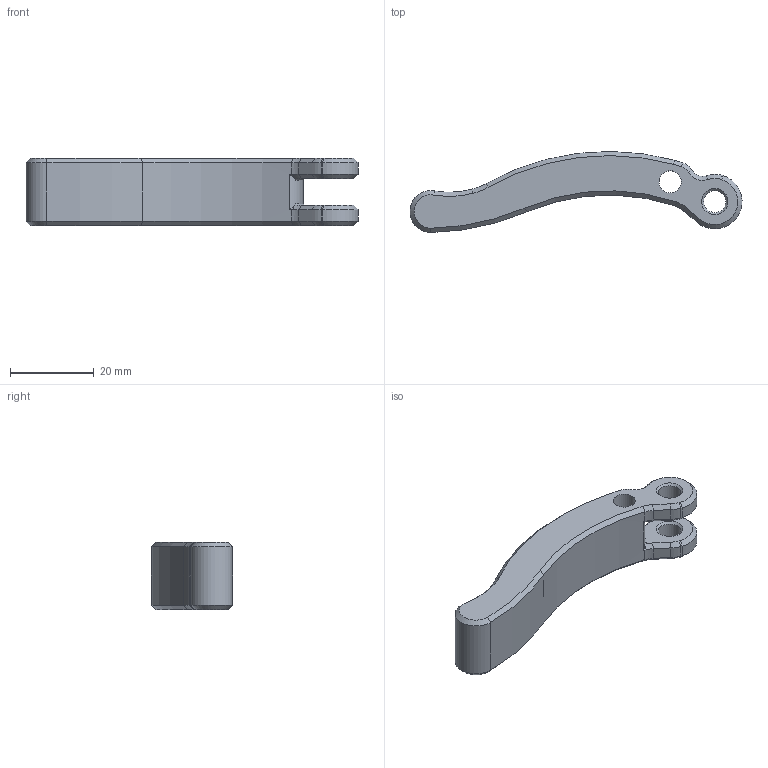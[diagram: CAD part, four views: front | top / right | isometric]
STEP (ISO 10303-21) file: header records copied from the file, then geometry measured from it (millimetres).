
FILE_DESCRIPTION(/* description */ (''),/* implementation_level */ '2;1');
FILE_NAME(/* name */ 'Handle.step',/* time_stamp */ '2025-11-18T16:43:28+01:00',/* author */ (''),/* organization */ (''),/* preprocessor_version */ 'ST-DEVELOPER v20.1',/* originating_system */ 'Autodesk Translation Framework v14.21.0.0',/* authorisation */ '');
FILE_SCHEMA (('AUTOMOTIVE_DESIGN { 1 0 10303 214 3 1 1 }'));
Length unit declared in the file: millimetre
Products named in the file (1): Handle
Bounding box: 79.28 x 19.34 x 16 mm (x, y, z)
Volume: 11385.2 mm3; surface area: 4624.3 mm2
Topology: 1 solids, 1 shells, 98 faces, 233 edges, 137 vertices
Faces by surface type: cone 47, plane 25, cylinder 24, bspline 2
Full cylindrical faces by diameter (mm): 5.3 x3
Entity records: 2930 total; most frequent: CARTESIAN_POINT 637, DIRECTION 484, ORIENTED_EDGE 466, EDGE_CURVE 233, AXIS2_PLACEMENT_3D 190, VERTEX_POINT 137, EDGE_LOOP 104, LINE 104
